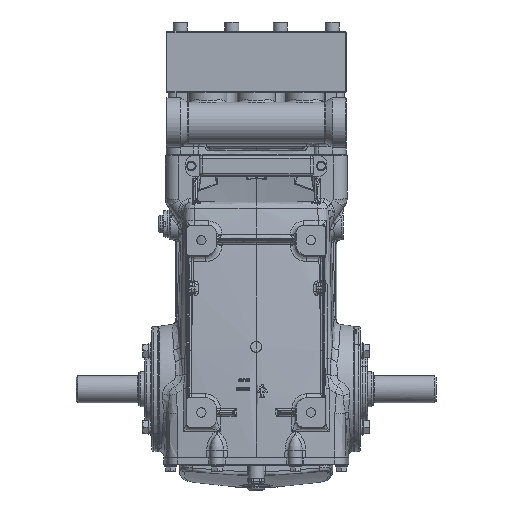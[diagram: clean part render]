
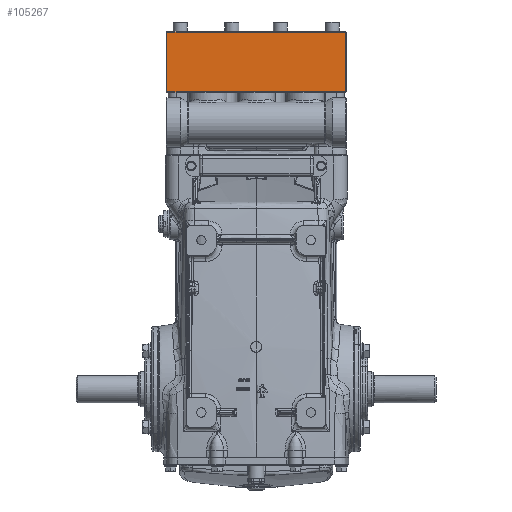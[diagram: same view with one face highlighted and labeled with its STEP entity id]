
A CAD part, front view. The second image highlights one B-rep face of the part: STEP entity #105267.
In plain terms, the highlighted planar face has unit normal (0, -1, 0).
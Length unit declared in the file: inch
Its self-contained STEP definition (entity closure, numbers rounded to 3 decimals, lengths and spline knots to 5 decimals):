
#728 = LINE ( 'NONE', #40936, #19978 ) ;
#1899 = VECTOR ( 'NONE', #128004, 39.37008 ) ;
#5945 = EDGE_LOOP ( 'NONE', ( #6139, #61178, #67886, #92924 ) ) ;
#6139 = ORIENTED_EDGE ( 'NONE', *, *, #30351, .T. ) ;
#6331 = VERTEX_POINT ( 'NONE', #61571 ) ;
#15030 = VECTOR ( 'NONE', #126068, 39.37008 ) ;
#18833 = CARTESIAN_POINT ( 'NONE',  ( 0., -2.99213, 17.99213 ) ) ;
#19978 = VECTOR ( 'NONE', #81128, 39.37008 ) ;
#25499 = VERTEX_POINT ( 'NONE', #45282 ) ;
#26694 = VERTEX_POINT ( 'NONE', #28359 ) ;
#28359 = CARTESIAN_POINT ( 'NONE',  ( -4.48819, -2.99213, 14.96063 ) ) ;
#29514 = CARTESIAN_POINT ( 'NONE',  ( 4.48819, -2.99213, 17.99213 ) ) ;
#30351 = EDGE_CURVE ( 'NONE', #25499, #26694, #45648, .T. ) ;
#30601 = VERTEX_POINT ( 'NONE', #34335 ) ;
#30988 = EDGE_CURVE ( 'NONE', #30601, #6331, #119807, .T. ) ;
#34335 = CARTESIAN_POINT ( 'NONE',  ( 4.48819, -2.99213, 17.95276 ) ) ;
#40936 = CARTESIAN_POINT ( 'NONE',  ( 0., -2.99213, 14.96063 ) ) ;
#45282 = CARTESIAN_POINT ( 'NONE',  ( -4.48819, -2.99213, 17.95276 ) ) ;
#45648 = LINE ( 'NONE', #85848, #15030 ) ;
#47585 = LINE ( 'NONE', #87781, #1899 ) ;
#59009 = DIRECTION ( 'NONE',  ( 0., 1., 0. ) ) ;
#61178 = ORIENTED_EDGE ( 'NONE', *, *, #87238, .T. ) ;
#61571 = CARTESIAN_POINT ( 'NONE',  ( 4.48819, -2.99213, 14.96063 ) ) ;
#67886 = ORIENTED_EDGE ( 'NONE', *, *, #30988, .F. ) ;
#68900 = FACE_OUTER_BOUND ( 'NONE', #5945, .T. ) ;
#69681 = DIRECTION ( 'NONE',  ( 0., 0., -1. ) ) ;
#81128 = DIRECTION ( 'NONE',  ( 1., 0., 0. ) ) ;
#85848 = CARTESIAN_POINT ( 'NONE',  ( -4.48819, -2.99213, 17.99213 ) ) ;
#87238 = EDGE_CURVE ( 'NONE', #26694, #6331, #728, .T. ) ;
#87781 = CARTESIAN_POINT ( 'NONE',  ( -4.52756, -2.99213, 17.95276 ) ) ;
#92924 = ORIENTED_EDGE ( 'NONE', *, *, #108928, .T. ) ;
#95109 = VECTOR ( 'NONE', #69681, 39.37008 ) ;
#99247 = DIRECTION ( 'NONE',  ( -1., 0., 0. ) ) ;
#105267 = ADVANCED_FACE ( 'NONE', ( #68900 ), #109146, .F. ) ;
#108928 = EDGE_CURVE ( 'NONE', #30601, #25499, #47585, .T. ) ;
#109146 = PLANE ( 'NONE',  #112927 ) ;
#112927 = AXIS2_PLACEMENT_3D ( 'NONE', #18833, #59009, #99247 ) ;
#119807 = LINE ( 'NONE', #29514, #95109 ) ;
#126068 = DIRECTION ( 'NONE',  ( 0., 0., -1. ) ) ;
#128004 = DIRECTION ( 'NONE',  ( -1., 0., 0. ) ) ;
